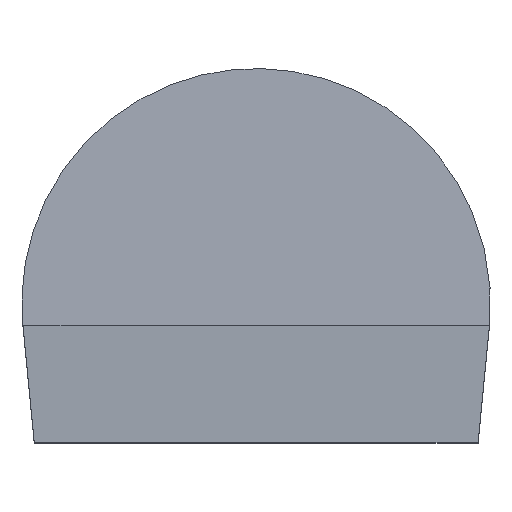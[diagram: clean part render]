
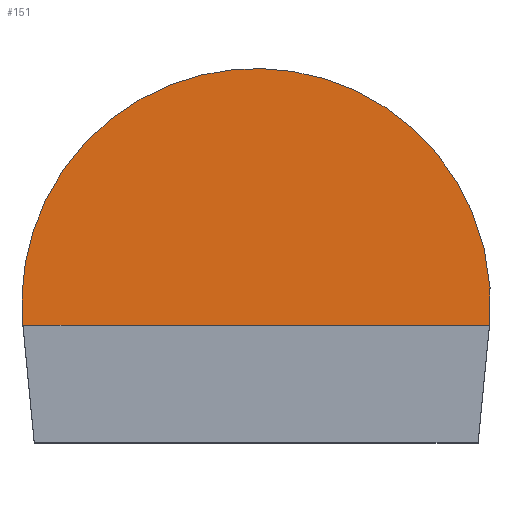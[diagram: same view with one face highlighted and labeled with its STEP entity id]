
A CAD part, top view. The second image highlights one B-rep face of the part: STEP entity #151.
In plain terms, the highlighted planar face has unit normal (0, 0.035, 0.999).
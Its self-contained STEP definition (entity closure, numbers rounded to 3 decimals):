
#151=ADVANCED_FACE('',(#443),#445,.F.);
#443=FACE_BOUND('',#444,.T.);
#444=EDGE_LOOP('',(#658,#659));
#445=PLANE('',#446);
#446=AXIS2_PLACEMENT_3D('',#447,#448,#449);
#447=CARTESIAN_POINT('',(3.87,2.6,8.19));
#448=DIRECTION('',(-0.,-0.035,-0.999));
#449=DIRECTION('',(0.,-0.999,0.035));
#658=ORIENTED_EDGE('',*,*,#791,.F.);
#659=ORIENTED_EDGE('',*,*,#793,.F.);
#791=EDGE_CURVE('',#867,#854,#873,.F.);
#793=EDGE_CURVE('',#854,#867,#875,.T.);
#854=VERTEX_POINT('',#976);
#867=VERTEX_POINT('',#1003);
#873=(BOUNDED_CURVE()B_SPLINE_CURVE(3,
(#1021,#1022,#1023,#1024,#1025,#1026,#1027),
.UNSPECIFIED.,.F.,.F.)B_SPLINE_CURVE_WITH_KNOTS((4,3,4),
(0.,0.5,1.),
.UNSPECIFIED.)CURVE()GEOMETRIC_REPRESENTATION_ITEM()RATIONAL_B_SPLINE_CURVE((1.,
0.782,0.782,1.,0.782,0.782,1.))
REPRESENTATION_ITEM(''));
#875=LINE('',#1031,#1032);
#976=CARTESIAN_POINT('',(3.858,-0.25,8.29));
#1003=CARTESIAN_POINT('',(-1.318,-0.25,8.29));
#1021=CARTESIAN_POINT('',(3.858,-0.25,8.29));
#1022=CARTESIAN_POINT('',(4.016,1.384,8.233));
#1023=CARTESIAN_POINT('',(2.912,2.6,8.19));
#1024=CARTESIAN_POINT('',(1.27,2.6,8.19));
#1025=CARTESIAN_POINT('',(-0.372,2.6,8.19));
#1026=CARTESIAN_POINT('',(-1.476,1.384,8.233));
#1027=CARTESIAN_POINT('',(-1.318,-0.25,8.29));
#1031=CARTESIAN_POINT('',(3.858,-0.25,8.29));
#1032=VECTOR('',#1033,1.);
#1033=DIRECTION('',(-1.,0.,0.));
